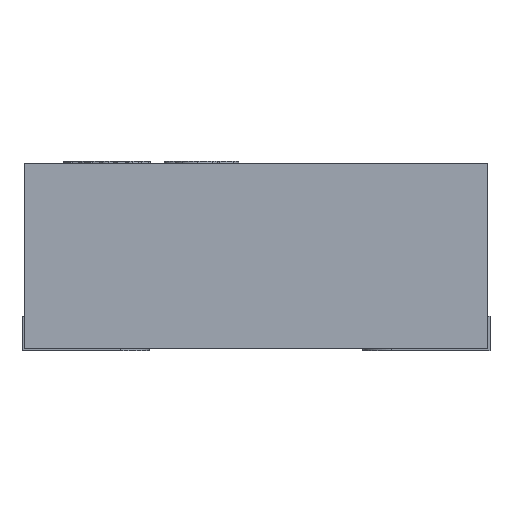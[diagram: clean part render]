
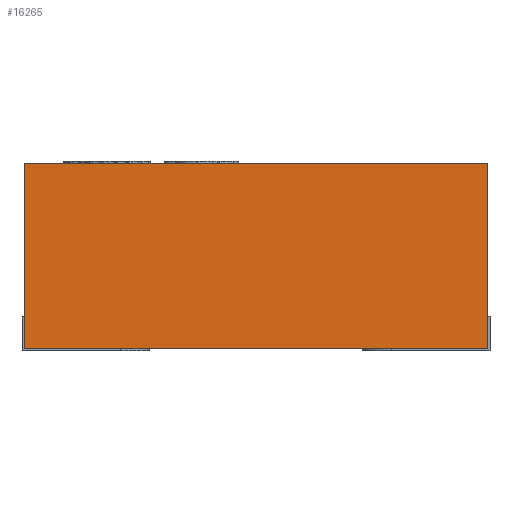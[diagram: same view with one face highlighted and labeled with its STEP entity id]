
A CAD part, left-side view. The second image highlights one B-rep face of the part: STEP entity #16265.
In plain terms, the highlighted planar face has unit normal (-1, 0, 0).
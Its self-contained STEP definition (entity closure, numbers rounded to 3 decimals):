
#1155 = DIRECTION ( 'NONE',  ( 0., 1., 0. ) ) ;
#1235 = CARTESIAN_POINT ( 'NONE',  ( -0.999, -0.999, 0.81 ) ) ;
#1363 = EDGE_CURVE ( 'NONE', #1644, #10270, #6020, .T. ) ;
#1553 = CARTESIAN_POINT ( 'NONE',  ( -0.999, -0.999, 0.01 ) ) ;
#1644 = VERTEX_POINT ( 'NONE', #15682 ) ;
#1722 = LINE ( 'NONE', #1235, #13125 ) ;
#2470 = CARTESIAN_POINT ( 'NONE',  ( -0.999, -0.999, 0.81 ) ) ;
#2710 = DIRECTION ( 'NONE',  ( 0., 0., -1. ) ) ;
#3021 = VECTOR ( 'NONE', #15891, 1000. ) ;
#3225 = LINE ( 'NONE', #10502, #8918 ) ;
#3558 = PLANE ( 'NONE',  #14397 ) ;
#3671 = EDGE_CURVE ( 'NONE', #11967, #7947, #3225, .T. ) ;
#4517 = CARTESIAN_POINT ( 'NONE',  ( -0.999, 0.999, 0.01 ) ) ;
#5071 = CARTESIAN_POINT ( 'NONE',  ( -0.999, 0.999, 0.81 ) ) ;
#5076 = LINE ( 'NONE', #1553, #3021 ) ;
#6020 = LINE ( 'NONE', #14781, #9245 ) ;
#7010 = ORIENTED_EDGE ( 'NONE', *, *, #3671, .T. ) ;
#7717 = DIRECTION ( 'NONE',  ( 1., 0., 0. ) ) ;
#7947 = VERTEX_POINT ( 'NONE', #4517 ) ;
#8114 = ORIENTED_EDGE ( 'NONE', *, *, #1363, .F. ) ;
#8918 = VECTOR ( 'NONE', #2710, 1000. ) ;
#9245 = VECTOR ( 'NONE', #16266, 1000. ) ;
#10127 = ORIENTED_EDGE ( 'NONE', *, *, #14793, .F. ) ;
#10270 = VERTEX_POINT ( 'NONE', #12729 ) ;
#10502 = CARTESIAN_POINT ( 'NONE',  ( -0.999, 0.999, 0.81 ) ) ;
#11967 = VERTEX_POINT ( 'NONE', #5071 ) ;
#12001 = FACE_OUTER_BOUND ( 'NONE', #12602, .T. ) ;
#12602 = EDGE_LOOP ( 'NONE', ( #8114, #13055, #7010, #10127 ) ) ;
#12729 = CARTESIAN_POINT ( 'NONE',  ( -0.999, -0.999, 0.01 ) ) ;
#13055 = ORIENTED_EDGE ( 'NONE', *, *, #13086, .T. ) ;
#13086 = EDGE_CURVE ( 'NONE', #1644, #11967, #1722, .T. ) ;
#13125 = VECTOR ( 'NONE', #15634, 1000. ) ;
#14397 = AXIS2_PLACEMENT_3D ( 'NONE', #2470, #7717, #1155 ) ;
#14781 = CARTESIAN_POINT ( 'NONE',  ( -0.999, -0.999, 0.81 ) ) ;
#14793 = EDGE_CURVE ( 'NONE', #10270, #7947, #5076, .T. ) ;
#15634 = DIRECTION ( 'NONE',  ( 0., 1., 0. ) ) ;
#15682 = CARTESIAN_POINT ( 'NONE',  ( -0.999, -0.999, 0.81 ) ) ;
#15891 = DIRECTION ( 'NONE',  ( 0., 1., 0. ) ) ;
#16265 = ADVANCED_FACE ( 'NONE', ( #12001 ), #3558, .F. ) ;
#16266 = DIRECTION ( 'NONE',  ( 0., 0., -1. ) ) ;
